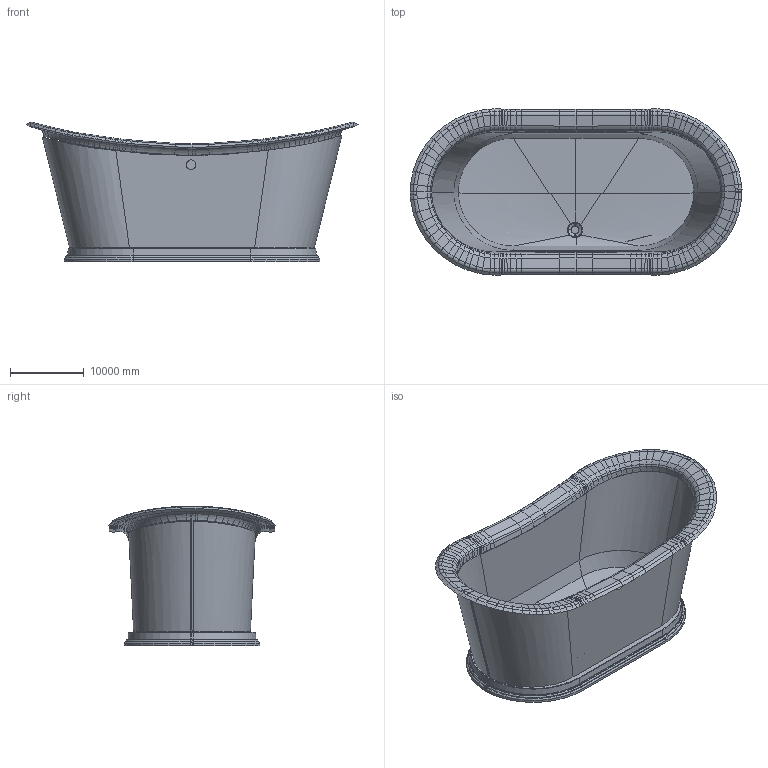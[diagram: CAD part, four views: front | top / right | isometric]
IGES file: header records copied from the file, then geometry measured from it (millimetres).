
Global section: file name: REG-1790; native system: AutoCAD 2016 - English; preprocessor: Autodesk Translation Framework DWG producer (atf_dwg_producer); organization: unknown; date: 20161007.120446; units: inch
Bounding box: 45111.08 x 22574 x 19003.15 mm (x, y, z)
Volume: 1919718621455.4 mm3; surface area: 5475340345.6 mm2
Topology: 3 solids, 3 shells, 1369 faces, 2953 edges, 1588 vertices
Faces by surface type: bspline 1369
